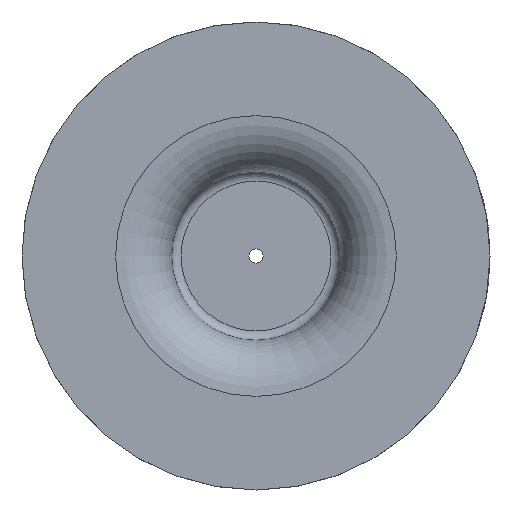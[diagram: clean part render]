
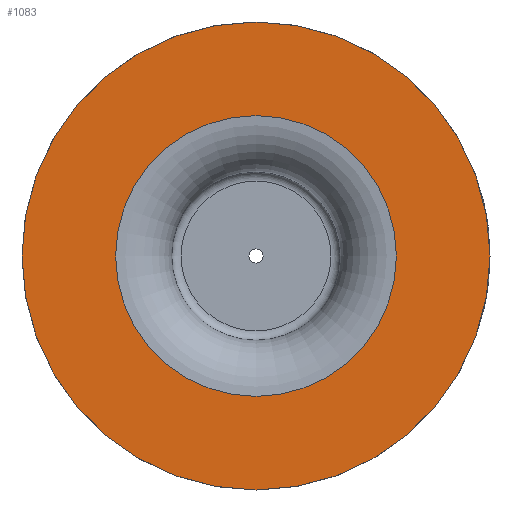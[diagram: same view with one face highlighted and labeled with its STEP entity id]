
A CAD part, front view. The second image highlights one B-rep face of the part: STEP entity #1083.
In plain terms, the highlighted planar face has unit normal (0, -1, 0).
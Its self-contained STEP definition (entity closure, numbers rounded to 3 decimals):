
#73=FACE_BOUND('',#304,.T.);
#77=PLANE('',#1177);
#230=FACE_OUTER_BOUND('',#303,.T.);
#303=EDGE_LOOP('',(#739));
#304=EDGE_LOOP('',(#740));
#378=CIRCLE('',#1170,30.);
#384=CIRCLE('',#1178,50.);
#455=VERTEX_POINT('',#1678);
#460=VERTEX_POINT('',#1692);
#557=EDGE_CURVE('',#455,#455,#378,.T.);
#564=EDGE_CURVE('',#460,#460,#384,.T.);
#739=ORIENTED_EDGE('',*,*,#564,.F.);
#740=ORIENTED_EDGE('',*,*,#557,.F.);
#1083=ADVANCED_FACE('',(#230,#73),#77,.T.);
#1170=AXIS2_PLACEMENT_3D('',#1679,#1326,#1327);
#1177=AXIS2_PLACEMENT_3D('',#1691,#1341,#1342);
#1178=AXIS2_PLACEMENT_3D('',#1693,#1343,#1344);
#1326=DIRECTION('center_axis',(0.,-1.,0.));
#1327=DIRECTION('ref_axis',(1.,0.,0.));
#1341=DIRECTION('center_axis',(0.,-1.,0.));
#1342=DIRECTION('ref_axis',(0.,0.,-1.));
#1343=DIRECTION('center_axis',(0.,1.,0.));
#1344=DIRECTION('ref_axis',(1.,0.,0.));
#1678=CARTESIAN_POINT('',(0.,-10.,-30.));
#1679=CARTESIAN_POINT('Origin',(0.,-10.,0.));
#1691=CARTESIAN_POINT('Origin',(-50.,-10.,0.));
#1692=CARTESIAN_POINT('',(50.,-10.,0.));
#1693=CARTESIAN_POINT('Origin',(0.,-10.,0.));
